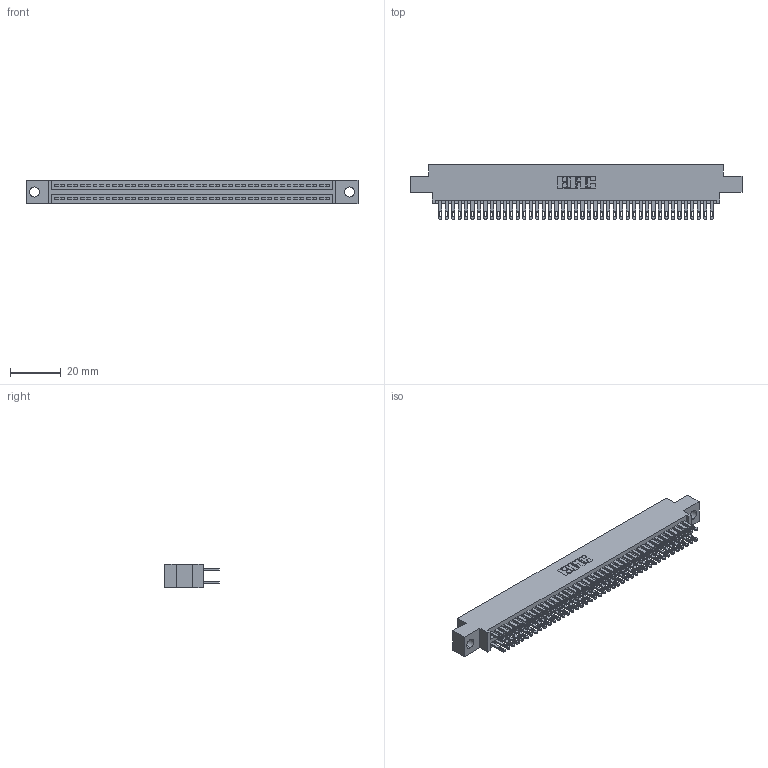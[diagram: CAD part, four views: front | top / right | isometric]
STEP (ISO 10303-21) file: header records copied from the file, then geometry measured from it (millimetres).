
FILE_DESCRIPTION (( 'STEP AP203' ), '1' );
FILE_NAME ('345-086-500-804.STEP', '2018-10-04T04:09:08', ( '' ), ( '' ), 'SwSTEP 2.0', 'SolidWorks 2016', '' );
FILE_SCHEMA (( 'CONFIG_CONTROL_DESIGN' ));
Length unit declared in the file: inch
Products named in the file (3): 345 Part_0.170 Offset - 0.156 Dia-TH; 345-292-001_345-293-100; 345-086-500-804
Assembly tree (87 placements, depth 2):
  345-086-500-804
    345 Part_0.170 Offset - 0.156 Dia-TH
    345-292-001_345-293-100  x86
Bounding box: 130.43 x 21.51 x 9.4 mm (x, y, z)
Volume: 12740.9 mm3; surface area: 19688.3 mm2
Topology: 87 solids, 87 shells, 4086 faces, 12479 edges, 8318 vertices
Faces by surface type: plane 2406, cylinder 1680
Entity records: 33669 total; most frequent: CARTESIAN_POINT 5644, ORIENTED_EDGE 5578, DIRECTION 4977, EDGE_CURVE 2789, VECTOR 2481, LINE 2481, VERTEX_POINT 1858, AXIS2_PLACEMENT_3D 1248
